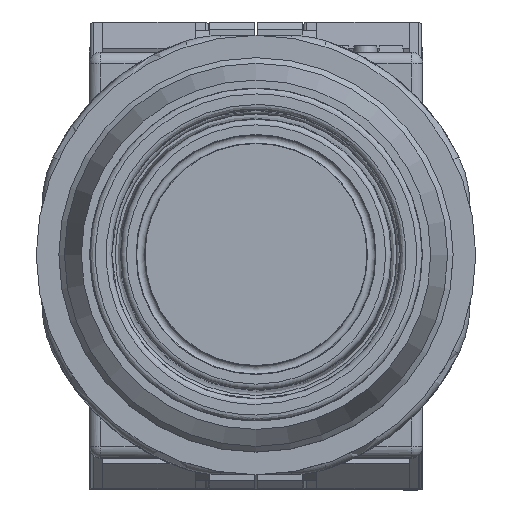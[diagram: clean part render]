
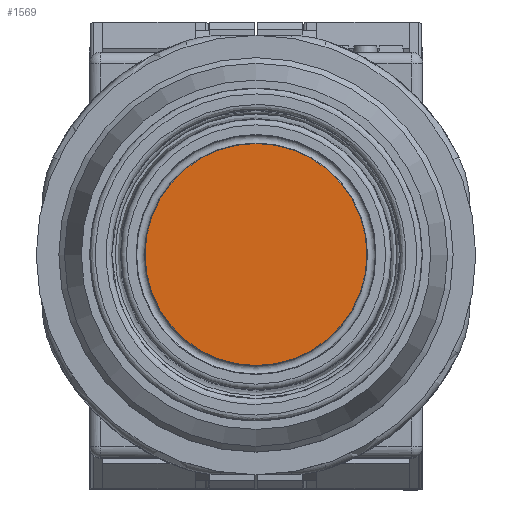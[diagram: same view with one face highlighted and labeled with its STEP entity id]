
A CAD part, top view. The second image highlights one B-rep face of the part: STEP entity #1569.
In plain terms, the highlighted planar face has unit normal (0, 0, 1).
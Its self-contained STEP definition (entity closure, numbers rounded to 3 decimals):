
#197 = CARTESIAN_POINT ( 'NONE',  ( 0., 9.85, 48.1 ) ) ;
#691 = DIRECTION ( 'NONE',  ( -1., 0., 0. ) ) ;
#1569 = ADVANCED_FACE ( 'NONE', ( #19170 ), #2516, .F. ) ;
#2516 = PLANE ( 'NONE',  #16134 ) ;
#3402 = DIRECTION ( 'NONE',  ( 0., 0., -1. ) ) ;
#4896 = AXIS2_PLACEMENT_3D ( 'NONE', #20070, #3402, #10817 ) ;
#7533 = EDGE_CURVE ( 'NONE', #16841, #16841, #15386, .T. ) ;
#9917 = CARTESIAN_POINT ( 'NONE',  ( 0., 12., 48.1 ) ) ;
#10817 = DIRECTION ( 'NONE',  ( 0., 1., 0. ) ) ;
#12164 = ORIENTED_EDGE ( 'NONE', *, *, #7533, .F. ) ;
#15386 = CIRCLE ( 'NONE', #4896, 9.85 ) ;
#16134 = AXIS2_PLACEMENT_3D ( 'NONE', #9917, #17351, #691 ) ;
#16841 = VERTEX_POINT ( 'NONE', #197 ) ;
#17351 = DIRECTION ( 'NONE',  ( 0., 0., -1. ) ) ;
#19170 = FACE_OUTER_BOUND ( 'NONE', #19661, .T. ) ;
#19661 = EDGE_LOOP ( 'NONE', ( #12164 ) ) ;
#20070 = CARTESIAN_POINT ( 'NONE',  ( 0., 0., 48.1 ) ) ;
